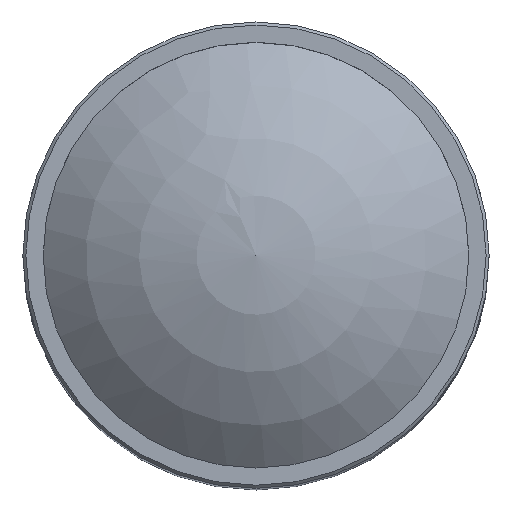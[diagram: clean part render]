
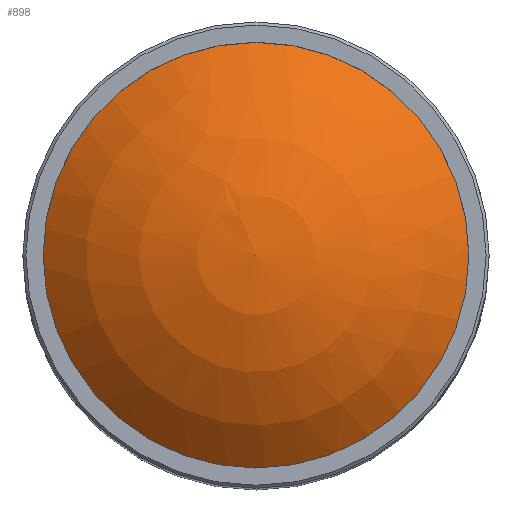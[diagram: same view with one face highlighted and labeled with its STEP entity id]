
A CAD part, top view. The second image highlights one B-rep face of the part: STEP entity #898.
In plain terms, the highlighted spherical face has radius 31.209 mm.
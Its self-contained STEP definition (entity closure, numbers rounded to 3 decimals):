
#71 = CARTESIAN_POINT ( 'NONE',  ( 0., 0., -416. ) ) ;
#79 = FACE_OUTER_BOUND ( 'NONE', #452, .T. ) ;
#172 = VERTEX_POINT ( 'NONE', #467 ) ;
#214 = DIRECTION ( 'NONE',  ( -0.383, 0.924, 0. ) ) ;
#226 = DIRECTION ( 'NONE',  ( 0., 0., 1. ) ) ;
#241 = CIRCLE ( 'NONE', #366, 21.452 ) ;
#361 = DIRECTION ( 'NONE',  ( 0., 0., -1. ) ) ;
#366 = AXIS2_PLACEMENT_3D ( 'NONE', #71, #361, #667 ) ;
#402 = ORIENTED_EDGE ( 'NONE', *, *, #519, .F. ) ;
#452 = EDGE_LOOP ( 'NONE', ( #402 ) ) ;
#467 = CARTESIAN_POINT ( 'NONE',  ( 8.217, -19.816, -416. ) ) ;
#511 = CARTESIAN_POINT ( 'NONE',  ( 0., 0., -438.668 ) ) ;
#519 = EDGE_CURVE ( 'NONE', #172, #172, #241, .T. ) ;
#667 = DIRECTION ( 'NONE',  ( 0.383, -0.924, 0. ) ) ;
#834 = AXIS2_PLACEMENT_3D ( 'NONE', #511, #226, #214 ) ;
#884 = SPHERICAL_SURFACE ( 'NONE', #834, 31.21 ) ;
#898 = ADVANCED_FACE ( 'NONE', ( #79 ), #884, .T. ) ;
